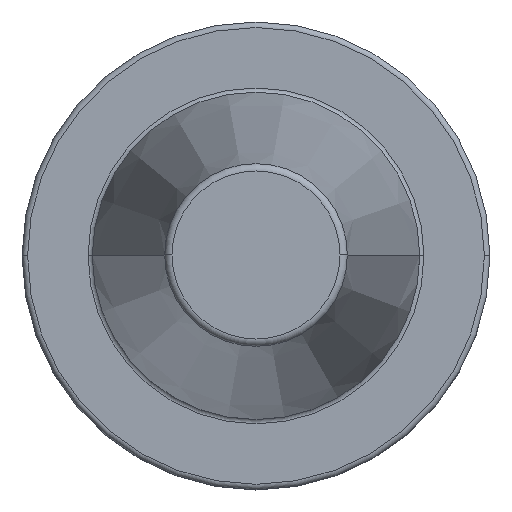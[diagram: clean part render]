
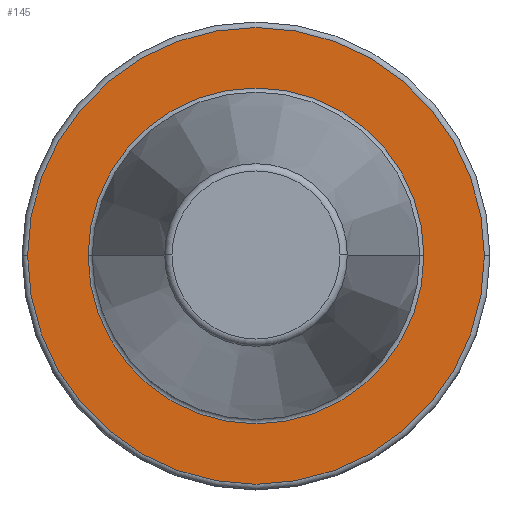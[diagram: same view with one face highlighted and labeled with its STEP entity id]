
A CAD part, top view. The second image highlights one B-rep face of the part: STEP entity #145.
In plain terms, the highlighted planar face has unit normal (0, 0, 1).
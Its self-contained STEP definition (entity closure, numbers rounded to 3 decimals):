
#35=FACE_BOUND('',#252,.T.);
#36=FACE_BOUND('',#253,.T.);
#46=PLANE('',#790);
#145=ADVANCED_FACE('',(#35,#36),#46,.T.);
#252=EDGE_LOOP('',(#383,#384));
#253=EDGE_LOOP('',(#385,#386));
#383=ORIENTED_EDGE('',*,*,#567,.T.);
#384=ORIENTED_EDGE('',*,*,#589,.T.);
#385=ORIENTED_EDGE('',*,*,#588,.F.);
#386=ORIENTED_EDGE('',*,*,#570,.F.);
#501=VERTEX_POINT('',#1205);
#502=VERTEX_POINT('',#1207);
#503=VERTEX_POINT('',#1211);
#504=VERTEX_POINT('',#1213);
#567=EDGE_CURVE('',#502,#501,#643,.T.);
#570=EDGE_CURVE('',#503,#504,#646,.T.);
#588=EDGE_CURVE('',#504,#503,#658,.T.);
#589=EDGE_CURVE('',#501,#502,#659,.T.);
#643=CIRCLE('',#761,31.);
#646=CIRCLE('',#765,22.79);
#658=CIRCLE('',#787,22.79);
#659=CIRCLE('',#789,31.);
#761=AXIS2_PLACEMENT_3D('',#1206,#955,#956);
#765=AXIS2_PLACEMENT_3D('',#1212,#963,#964);
#787=AXIS2_PLACEMENT_3D('',#1249,#1013,#1014);
#789=AXIS2_PLACEMENT_3D('',#1251,#1017,#1018);
#790=AXIS2_PLACEMENT_3D('',#1252,#1019,#1020);
#955=DIRECTION('',(0.,0.,1.));
#956=DIRECTION('',(1.,0.,0.));
#963=DIRECTION('',(0.,0.,1.));
#964=DIRECTION('',(1.,0.,0.));
#1013=DIRECTION('',(0.,0.,1.));
#1014=DIRECTION('',(1.,0.,0.));
#1017=DIRECTION('',(0.,0.,1.));
#1018=DIRECTION('',(1.,0.,0.));
#1019=DIRECTION('',(0.,0.,1.));
#1020=DIRECTION('',(-1.,0.,0.));
#1205=CARTESIAN_POINT('',(-31.,0.,-3.2));
#1206=CARTESIAN_POINT('',(0.,0.,-3.2));
#1207=CARTESIAN_POINT('',(31.,0.,-3.2));
#1211=CARTESIAN_POINT('',(-22.79,0.,-3.2));
#1212=CARTESIAN_POINT('',(0.,0.,-3.2));
#1213=CARTESIAN_POINT('',(22.79,0.,-3.2));
#1249=CARTESIAN_POINT('',(0.,0.,-3.2));
#1251=CARTESIAN_POINT('',(0.,0.,-3.2));
#1252=CARTESIAN_POINT('',(0.,22.79,-3.2));
